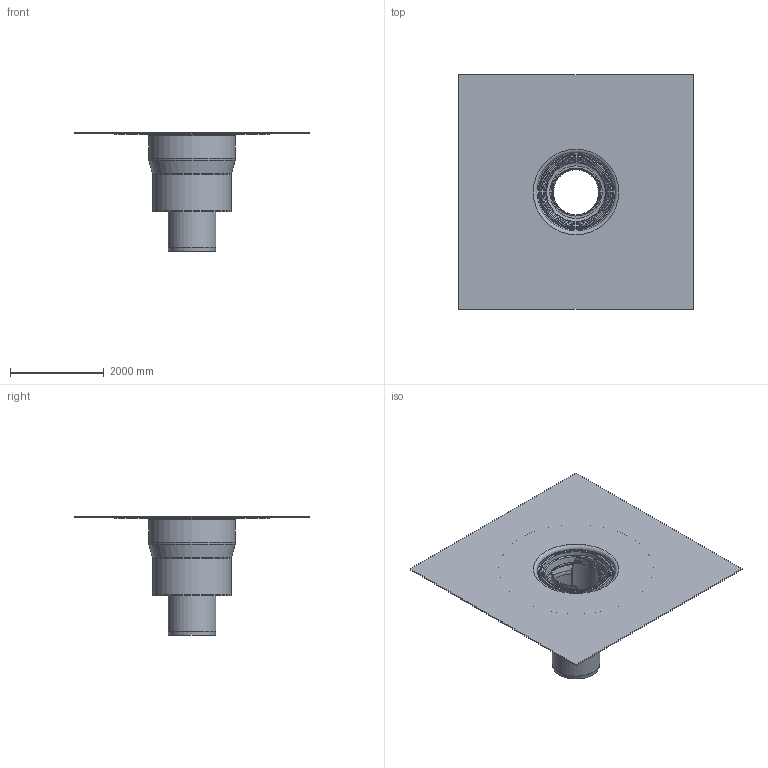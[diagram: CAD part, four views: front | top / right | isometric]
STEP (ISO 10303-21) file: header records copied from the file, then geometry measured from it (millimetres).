
FILE_DESCRIPTION(/* description */ (''),/* implementation_level */ '2;1');
FILE_NAME(/* name */ '16283.100X_3D.stp',/* time_stamp */ '2025-01-06T10:02:26+01:00',/* author */ ('c.rudolph'),/* organization */ (''),/* preprocessor_version */ 'ST-DEVELOPER v20',/* originating_system */ 'AutoCAD Mechanical',/* authorisation */ '');
FILE_SCHEMA (('AUTOMOTIVE_DESIGN { 1 0 10303 214 3 1 1 }'));
Length unit declared in the file: centimetre
Products named in the file (2): Product; *S0
Assembly tree (1 placements, depth 2):
  Product
    *S0
Bounding box: 5000 x 5000 x 2520.04 mm (x, y, z)
Volume: 2384974174.5 mm3; surface area: 135937757.3 mm2
Topology: 10 solids, 11 shells, 166 faces, 402 edges, 263 vertices
Faces by surface type: torus 54, plane 42, cylinder 36, cone 34
Full cylindrical faces by diameter (mm): 105 x1, 980 x2, 1020 x4, 1030 x1, 1250 x1, 1400 x1, 1410 x1, 1450 x2, 1460 x2, 1500 x2, 1520 x1, 1622 x2, 1680 x2, 1700 x2, 1740 x2, 1770 x2, 1790 x2, 1848 x1, 3300 x1
Entity records: 5205 total; most frequent: DIRECTION 999, CARTESIAN_POINT 962, ORIENTED_EDGE 802, AXIS2_PLACEMENT_3D 452, EDGE_CURVE 401, CIRCLE 267, VERTEX_POINT 261, EDGE_LOOP 194
